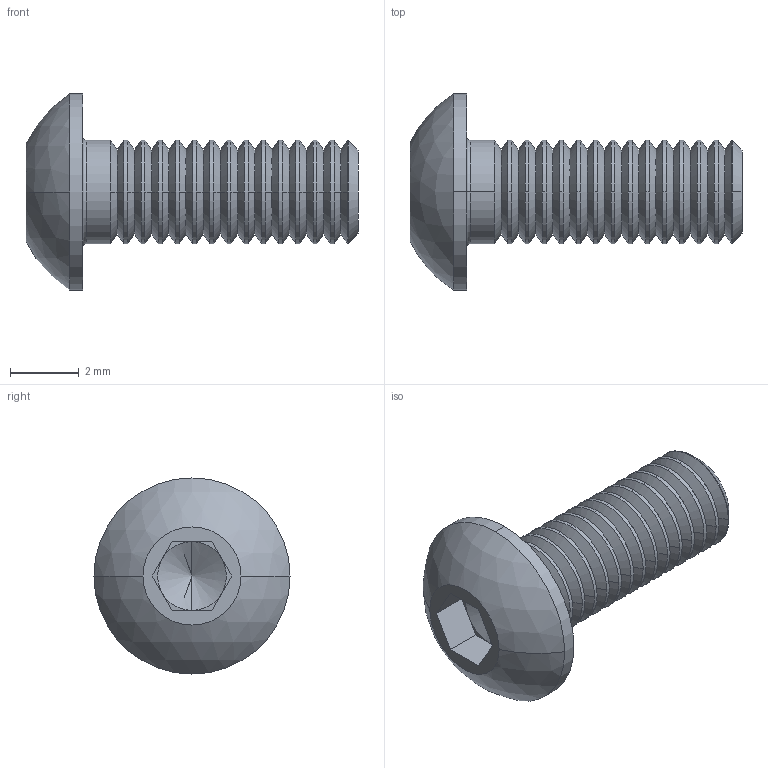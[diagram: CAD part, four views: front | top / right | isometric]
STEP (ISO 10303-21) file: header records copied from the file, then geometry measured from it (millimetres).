
FILE_DESCRIPTION (( 'STEP AP203' ), '1' );
FILE_NAME ('socket button head screw_quanser iso metric_ISO 7380 - M3 x 8 --- 8S_sldprt.STEP', '2016-06-02T17:09:47', ( 'Shusen Zhang' ), ( 'MathWorks' ), 'SwSTEP 2.0', 'SolidWorks 2015', '' );
FILE_SCHEMA (( 'CONFIG_CONTROL_DESIGN' ));
Length unit declared in the file: millimetre
Products named in the file (1): socket button head screw_quanser iso metric_ISO 7380 - M3 x 8 --- 8S_sldprt
Bounding box: 9.65 x 5.7 x 5.7 mm (x, y, z)
Volume: 76.2 mm3; surface area: 176.6 mm2
Topology: 1 solids, 1 shells, 111 faces, 284 edges, 175 vertices
Faces by surface type: cone 60, cylinder 32, plane 15, torus 2, sphere 2
Entity records: 3467 total; most frequent: DIRECTION 672, CARTESIAN_POINT 569, ORIENTED_EDGE 564, EDGE_CURVE 282, AXIS2_PLACEMENT_3D 278, VERTEX_POINT 175, CIRCLE 166, LINE 116
